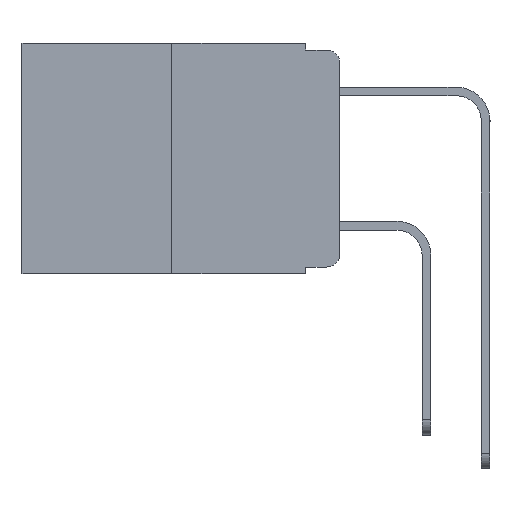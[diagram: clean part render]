
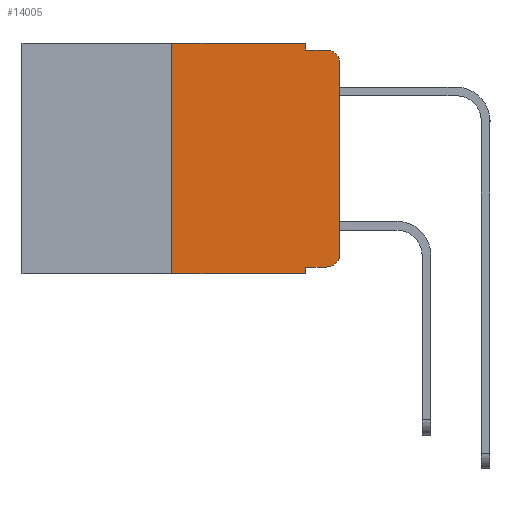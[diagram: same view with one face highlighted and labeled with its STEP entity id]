
A CAD part, left-side view. The second image highlights one B-rep face of the part: STEP entity #14005.
In plain terms, the highlighted planar face has unit normal (-1, 0, 0).
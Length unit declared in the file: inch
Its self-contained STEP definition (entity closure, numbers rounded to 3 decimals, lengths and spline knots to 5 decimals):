
#193 = LINE ( 'NONE', #3105, #4381 ) ;
#706 = DIRECTION ( 'NONE',  ( 0., 0., -1. ) ) ;
#976 = EDGE_CURVE ( 'NONE', #13097, #14709, #3370, .T. ) ;
#1658 = LINE ( 'NONE', #9932, #14280 ) ;
#1825 = ORIENTED_EDGE ( 'NONE', *, *, #976, .F. ) ;
#1846 = ORIENTED_EDGE ( 'NONE', *, *, #5958, .T. ) ;
#2122 = LINE ( 'NONE', #12356, #14703 ) ;
#2160 = CARTESIAN_POINT ( 'NONE',  ( 0., 0.051, -0.01 ) ) ;
#3105 = CARTESIAN_POINT ( 'NONE',  ( 0., 0., 0. ) ) ;
#3295 = LINE ( 'NONE', #10414, #6649 ) ;
#3356 = DIRECTION ( 'NONE',  ( 0., -1., 0. ) ) ;
#3370 = LINE ( 'NONE', #12857, #16336 ) ;
#3419 = CARTESIAN_POINT ( 'NONE',  ( 0., 0.25, 0. ) ) ;
#3742 = EDGE_CURVE ( 'NONE', #15164, #15067, #17842, .T. ) ;
#4299 = AXIS2_PLACEMENT_3D ( 'NONE', #18215, #8633, #19814 ) ;
#4381 = VECTOR ( 'NONE', #16116, 39.37008 ) ;
#4781 = ORIENTED_EDGE ( 'NONE', *, *, #7067, .F. ) ;
#5027 = ORIENTED_EDGE ( 'NONE', *, *, #8171, .F. ) ;
#5107 = VECTOR ( 'NONE', #9756, 39.37008 ) ;
#5379 = CARTESIAN_POINT ( 'NONE',  ( 0., 0.25, -0.343 ) ) ;
#5850 = DIRECTION ( 'NONE',  ( 0., -1., 0. ) ) ;
#5958 = EDGE_CURVE ( 'NONE', #16143, #15164, #1658, .T. ) ;
#6138 = LINE ( 'NONE', #8083, #5107 ) ;
#6649 = VECTOR ( 'NONE', #12014, 39.37008 ) ;
#7067 = EDGE_CURVE ( 'NONE', #16143, #8701, #6138, .T. ) ;
#7503 = PLANE ( 'NONE',  #12139 ) ;
#7935 = CARTESIAN_POINT ( 'NONE',  ( 0., 0.051, -0.343 ) ) ;
#8083 = CARTESIAN_POINT ( 'NONE',  ( 0., 0.051, 0. ) ) ;
#8171 = EDGE_CURVE ( 'NONE', #9413, #13097, #17184, .T. ) ;
#8437 = CARTESIAN_POINT ( 'NONE',  ( 0., 0., -0.313 ) ) ;
#8580 = ORIENTED_EDGE ( 'NONE', *, *, #12514, .T. ) ;
#8633 = DIRECTION ( 'NONE',  ( -1., 0., 0. ) ) ;
#8701 = VERTEX_POINT ( 'NONE', #7935 ) ;
#9179 = CARTESIAN_POINT ( 'NONE',  ( 0., 0.473, 0. ) ) ;
#9413 = VERTEX_POINT ( 'NONE', #5379 ) ;
#9756 = DIRECTION ( 'NONE',  ( 0., 0., -1. ) ) ;
#9932 = CARTESIAN_POINT ( 'NONE',  ( 0., 0.051, -0.333 ) ) ;
#9962 = CARTESIAN_POINT ( 'NONE',  ( 0., 0.02, -0.01 ) ) ;
#10173 = CARTESIAN_POINT ( 'NONE',  ( 0., 0.02, -0.313 ) ) ;
#10396 = EDGE_CURVE ( 'NONE', #14709, #20865, #3295, .T. ) ;
#10402 = ORIENTED_EDGE ( 'NONE', *, *, #13582, .T. ) ;
#10414 = CARTESIAN_POINT ( 'NONE',  ( 0., 0.051, 0. ) ) ;
#10683 = LINE ( 'NONE', #11222, #18617 ) ;
#10805 = DIRECTION ( 'NONE',  ( 1., 0., 0. ) ) ;
#11222 = CARTESIAN_POINT ( 'NONE',  ( 0., 0.473, -0.343 ) ) ;
#11354 = CARTESIAN_POINT ( 'NONE',  ( 0., 0., -0.03 ) ) ;
#11367 = CIRCLE ( 'NONE', #4299, 0.02 ) ;
#11464 = EDGE_CURVE ( 'NONE', #20865, #15011, #2122, .T. ) ;
#11913 = CARTESIAN_POINT ( 'NONE',  ( 0., 0.02, -0.333 ) ) ;
#11925 = ORIENTED_EDGE ( 'NONE', *, *, #10396, .F. ) ;
#12014 = DIRECTION ( 'NONE',  ( 0., 0., -1. ) ) ;
#12139 = AXIS2_PLACEMENT_3D ( 'NONE', #9179, #10805, #706 ) ;
#12254 = DIRECTION ( 'NONE',  ( -1., 0., 0. ) ) ;
#12356 = CARTESIAN_POINT ( 'NONE',  ( 0., 0.051, -0.01 ) ) ;
#12514 = EDGE_CURVE ( 'NONE', #17446, #15011, #11367, .T. ) ;
#12857 = CARTESIAN_POINT ( 'NONE',  ( 0., 0.473, 0. ) ) ;
#12917 = DIRECTION ( 'NONE',  ( 0., -1., 0. ) ) ;
#13097 = VERTEX_POINT ( 'NONE', #3419 ) ;
#13582 = EDGE_CURVE ( 'NONE', #15067, #17446, #193, .T. ) ;
#14005 = ADVANCED_FACE ( 'NONE', ( #18250 ), #7503, .F. ) ;
#14010 = CARTESIAN_POINT ( 'NONE',  ( 0., 0.051, 0. ) ) ;
#14027 = DIRECTION ( 'NONE',  ( 0., 0., 1. ) ) ;
#14102 = CARTESIAN_POINT ( 'NONE',  ( 0., 0.25, 0. ) ) ;
#14104 = CARTESIAN_POINT ( 'NONE',  ( 0., 0.051, -0.333 ) ) ;
#14280 = VECTOR ( 'NONE', #3356, 39.37008 ) ;
#14703 = VECTOR ( 'NONE', #5850, 39.37008 ) ;
#14709 = VERTEX_POINT ( 'NONE', #14010 ) ;
#15011 = VERTEX_POINT ( 'NONE', #9962 ) ;
#15067 = VERTEX_POINT ( 'NONE', #8437 ) ;
#15164 = VERTEX_POINT ( 'NONE', #11913 ) ;
#15548 = AXIS2_PLACEMENT_3D ( 'NONE', #10173, #12254, #19691 ) ;
#16116 = DIRECTION ( 'NONE',  ( 0., 0., 1. ) ) ;
#16127 = ORIENTED_EDGE ( 'NONE', *, *, #11464, .F. ) ;
#16143 = VERTEX_POINT ( 'NONE', #14104 ) ;
#16336 = VECTOR ( 'NONE', #12917, 39.37008 ) ;
#16691 = ORIENTED_EDGE ( 'NONE', *, *, #21170, .T. ) ;
#17184 = LINE ( 'NONE', #14102, #20909 ) ;
#17433 = ORIENTED_EDGE ( 'NONE', *, *, #3742, .T. ) ;
#17446 = VERTEX_POINT ( 'NONE', #11354 ) ;
#17842 = CIRCLE ( 'NONE', #15548, 0.02 ) ;
#18215 = CARTESIAN_POINT ( 'NONE',  ( 0., 0.02, -0.03 ) ) ;
#18250 = FACE_OUTER_BOUND ( 'NONE', #20520, .T. ) ;
#18617 = VECTOR ( 'NONE', #19211, 39.37008 ) ;
#19211 = DIRECTION ( 'NONE',  ( 0., -1., 0. ) ) ;
#19691 = DIRECTION ( 'NONE',  ( 0., 0., -1. ) ) ;
#19814 = DIRECTION ( 'NONE',  ( 0., 0., -1. ) ) ;
#20520 = EDGE_LOOP ( 'NONE', ( #10402, #8580, #16127, #11925, #1825, #5027, #16691, #4781, #1846, #17433 ) ) ;
#20865 = VERTEX_POINT ( 'NONE', #2160 ) ;
#20909 = VECTOR ( 'NONE', #14027, 39.37008 ) ;
#21170 = EDGE_CURVE ( 'NONE', #9413, #8701, #10683, .T. ) ;
